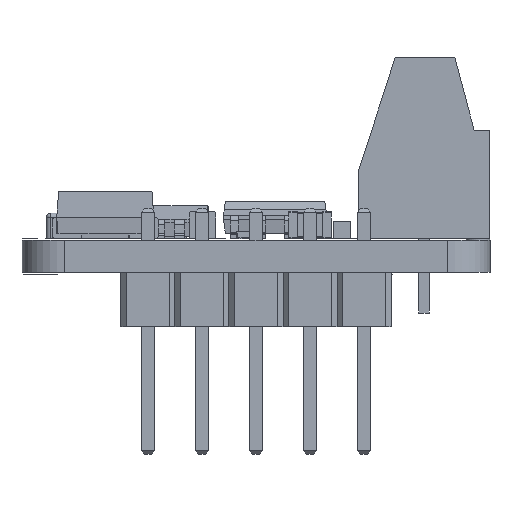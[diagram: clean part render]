
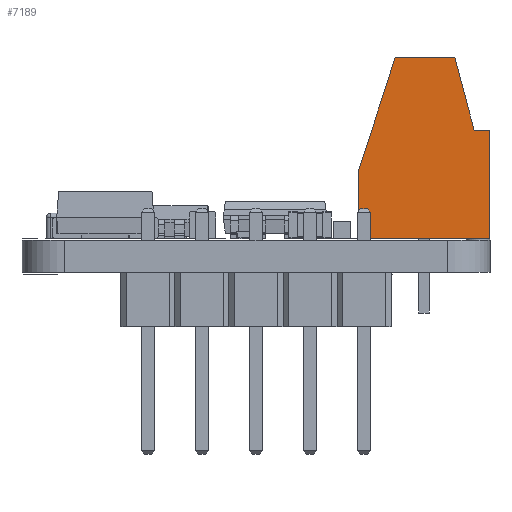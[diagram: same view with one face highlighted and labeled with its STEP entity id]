
A CAD part, front view. The second image highlights one B-rep face of the part: STEP entity #7189.
In plain terms, the highlighted face is planar.
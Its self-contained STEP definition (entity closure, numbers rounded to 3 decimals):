
#6965 = VERTEX_POINT('',#6966);
#6966 = CARTESIAN_POINT('',(-1.5,-3.1,0.));
#6983 = VERTEX_POINT('',#6984);
#6984 = CARTESIAN_POINT('',(-1.5,3.1,0.));
#6990 = EDGE_CURVE('',#6965,#6983,#6991,.T.);
#6991 = LINE('',#6992,#6993);
#6992 = CARTESIAN_POINT('',(-1.5,-3.1,0.));
#6993 = VECTOR('',#6994,1.);
#6994 = DIRECTION('',(0.,1.,0.));
#7094 = EDGE_CURVE('',#7095,#6965,#7097,.T.);
#7095 = VERTEX_POINT('',#7096);
#7096 = CARTESIAN_POINT('',(-1.5,-3.1,5.1));
#7097 = LINE('',#7098,#7099);
#7098 = CARTESIAN_POINT('',(-1.5,-3.1,8.5));
#7099 = VECTOR('',#7100,1.);
#7100 = DIRECTION('',(0.,0.,-1.));
#7189 = ADVANCED_FACE('',(#7190),#7232,.F.);
#7190 = FACE_BOUND('',#7191,.F.);
#7191 = EDGE_LOOP('',(#7192,#7200,#7201,#7202,#7210,#7218,#7226));
#7192 = ORIENTED_EDGE('',*,*,#7193,.T.);
#7193 = EDGE_CURVE('',#7194,#7095,#7196,.T.);
#7194 = VERTEX_POINT('',#7195);
#7195 = CARTESIAN_POINT('',(-1.5,-2.36,5.1));
#7196 = LINE('',#7197,#7198);
#7197 = CARTESIAN_POINT('',(-1.5,-2.36,5.1));
#7198 = VECTOR('',#7199,1.);
#7199 = DIRECTION('',(0.,-1.,0.));
#7200 = ORIENTED_EDGE('',*,*,#7094,.T.);
#7201 = ORIENTED_EDGE('',*,*,#6990,.T.);
#7202 = ORIENTED_EDGE('',*,*,#7203,.T.);
#7203 = EDGE_CURVE('',#6983,#7204,#7206,.T.);
#7204 = VERTEX_POINT('',#7205);
#7205 = CARTESIAN_POINT('',(-1.5,3.1,3.114));
#7206 = LINE('',#7207,#7208);
#7207 = CARTESIAN_POINT('',(-1.5,3.1,0.));
#7208 = VECTOR('',#7209,1.);
#7209 = DIRECTION('',(0.,0.,1.));
#7210 = ORIENTED_EDGE('',*,*,#7211,.F.);
#7211 = EDGE_CURVE('',#7212,#7204,#7214,.T.);
#7212 = VERTEX_POINT('',#7213);
#7213 = CARTESIAN_POINT('',(-1.5,1.35,8.5));
#7214 = LINE('',#7215,#7216);
#7215 = CARTESIAN_POINT('',(-1.5,1.35,8.5));
#7216 = VECTOR('',#7217,1.);
#7217 = DIRECTION('',(0.,0.309,-0.951));
#7218 = ORIENTED_EDGE('',*,*,#7219,.T.);
#7219 = EDGE_CURVE('',#7212,#7220,#7222,.T.);
#7220 = VERTEX_POINT('',#7221);
#7221 = CARTESIAN_POINT('',(-1.5,-1.45,8.5));
#7222 = LINE('',#7223,#7224);
#7223 = CARTESIAN_POINT('',(-1.5,3.1,8.5));
#7224 = VECTOR('',#7225,1.);
#7225 = DIRECTION('',(0.,-1.,0.));
#7226 = ORIENTED_EDGE('',*,*,#7227,.T.);
#7227 = EDGE_CURVE('',#7220,#7194,#7228,.T.);
#7228 = LINE('',#7229,#7230);
#7229 = CARTESIAN_POINT('',(-1.5,-1.45,8.5));
#7230 = VECTOR('',#7231,1.);
#7231 = DIRECTION('',(0.,-0.259,-0.966));
#7232 = PLANE('',#7233);
#7233 = AXIS2_PLACEMENT_3D('',#7234,#7235,#7236);
#7234 = CARTESIAN_POINT('',(-1.5,0.,4.25));
#7235 = DIRECTION('',(1.,0.,0.));
#7236 = DIRECTION('',(0.,0.,1.));
